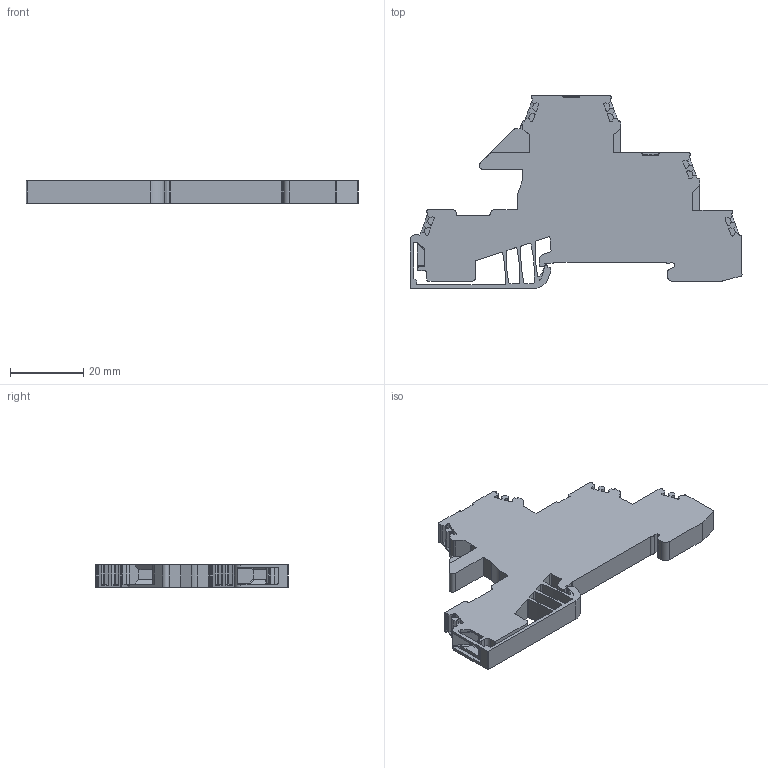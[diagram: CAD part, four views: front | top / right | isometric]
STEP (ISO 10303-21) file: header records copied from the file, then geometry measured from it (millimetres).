
FILE_DESCRIPTION(('FreeCAD Model'),'2;1');
FILE_NAME('1414_DLIS_2,5_L_L.stp','2018-08-31T17:57:40',('Author'),(''), 'Open CASCADE STEP processor 7.2','FreeCAD','Unknown');
FILE_SCHEMA(('AUTOMOTIVE_DESIGN { 1 0 10303 214 1 1 1 1 }'));
Length unit declared in the file: millimetre
Products named in the file (1): 1414_DLIS_2,5_L_L
Bounding box: 90.5 x 52.5 x 6.1 mm (x, y, z)
Surface area: 8555.6 mm2 (no closed solid volume)
Topology: 0 solids, 1 shells, 409 faces, 1197 edges, 792 vertices
Faces by surface type: plane 280, cylinder 128, torus 1
Full cylindrical faces by diameter (mm): 3.5 x2
Entity records: 30226 total; most frequent: CARTESIAN_POINT 7314, DIRECTION 4030, LINE 2564, VECTOR 2564, ORIENTED_EDGE 2392, PCURVE 2392, DEFINITIONAL_REPRESENTATION 2392, EDGE_CURVE 1197
